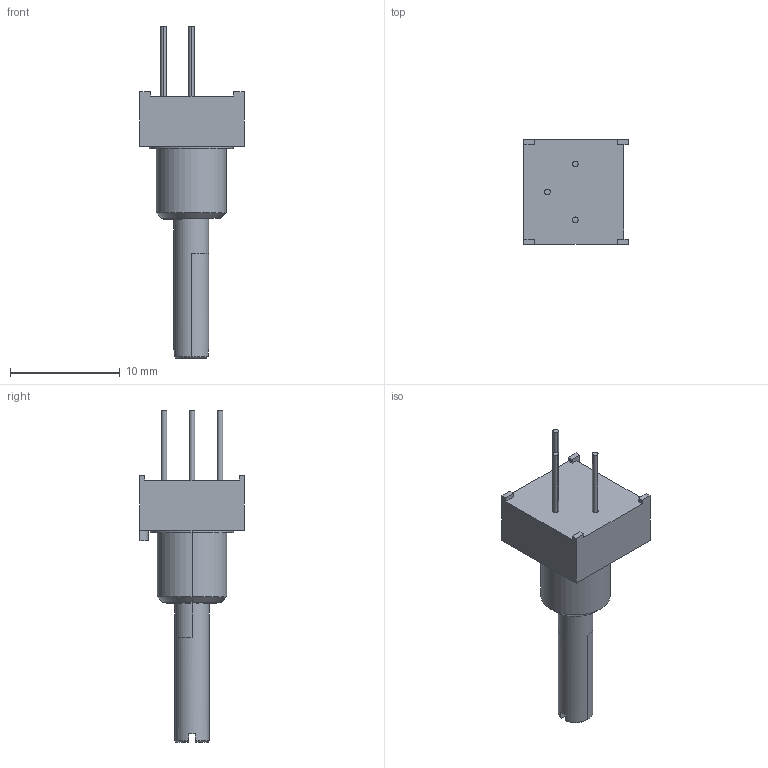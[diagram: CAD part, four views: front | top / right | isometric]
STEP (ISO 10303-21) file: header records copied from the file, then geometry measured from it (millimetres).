
FILE_DESCRIPTION((''),'2;1');
FILE_NAME('3310P-011','2012-06-26T',('rickb'),('Bourns, Inc.'),'PRO/ENGINEER BY PARAMETRIC TECHNOLOGY CORPORATION, 2010100','PRO/ENGINEER BY PARAMETRIC TECHNOLOGY CORPORATION, 2010100','');
FILE_SCHEMA(('CONFIG_CONTROL_DESIGN'));
Length unit declared in the file: inch
Products named in the file (1): 3310P-011
Bounding box: 9.53 x 9.53 x 30.2 mm (x, y, z)
Volume: 710.9 mm3; surface area: 656.4 mm2
Topology: 1 solids, 1 shells, 185 faces, 507 edges, 338 vertices
Faces by surface type: plane 164, cylinder 15, cone 6
Entity records: 5835 total; most frequent: CARTESIAN_POINT 1050, ORIENTED_EDGE 1014, DIRECTION 915, EDGE_CURVE 507, VECTOR 461, LINE 461, VERTEX_POINT 338, AXIS2_PLACEMENT_3D 227
